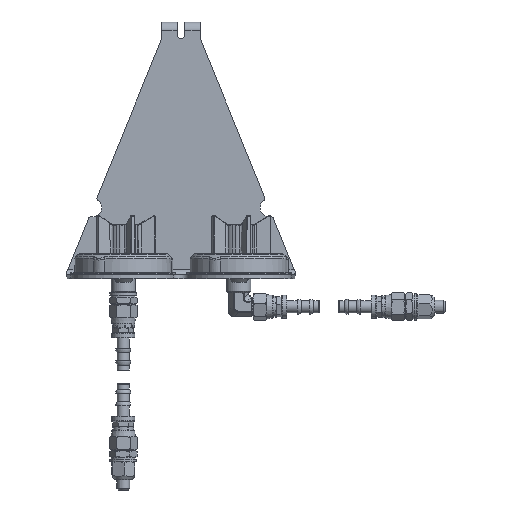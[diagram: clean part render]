
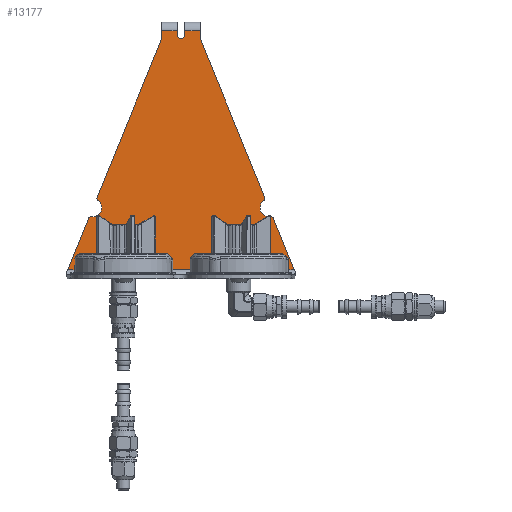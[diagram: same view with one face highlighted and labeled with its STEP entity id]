
A CAD part, front view. The second image highlights one B-rep face of the part: STEP entity #13177.
In plain terms, the highlighted planar face has unit normal (0, -1, 0).
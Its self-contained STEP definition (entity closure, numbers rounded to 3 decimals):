
#1267=PLANE('',#14390);
#1705=FACE_OUTER_BOUND('',#2600,.T.);
#2600=EDGE_LOOP('',(#8915,#8916,#8917,#8918,#8919,#8920,#8921,#8922,#8923,
#8924,#8925,#8926,#8927,#8928,#8929,#8930,#8931,#8932,#8933,#8934,#8935,
#8936,#8937,#8938,#8939,#8940));
#3541=LINE('',#20075,#4053);
#3546=LINE('',#20084,#4058);
#3547=LINE('',#20087,#4059);
#3548=LINE('',#20095,#4060);
#3549=LINE('',#20097,#4061);
#3550=LINE('',#20101,#4062);
#3551=LINE('',#20105,#4063);
#3552=LINE('',#20109,#4064);
#3553=LINE('',#20113,#4065);
#3554=LINE('',#20115,#4066);
#3555=LINE('',#20123,#4067);
#3556=LINE('',#20125,#4068);
#3557=LINE('',#20127,#4069);
#3558=LINE('',#20129,#4070);
#3559=LINE('',#20132,#4071);
#4053=VECTOR('',#16113,10.);
#4058=VECTOR('',#16122,10.);
#4059=VECTOR('',#16125,10.);
#4060=VECTOR('',#16132,10.);
#4061=VECTOR('',#16133,10.);
#4062=VECTOR('',#16136,10.);
#4063=VECTOR('',#16139,10.);
#4064=VECTOR('',#16142,10.);
#4065=VECTOR('',#16145,10.);
#4066=VECTOR('',#16146,10.);
#4067=VECTOR('',#16153,10.);
#4068=VECTOR('',#16154,10.);
#4069=VECTOR('',#16155,10.);
#4070=VECTOR('',#16156,10.);
#4071=VECTOR('',#16159,10.);
#4573=CIRCLE('',#14391,2.);
#4574=CIRCLE('',#14392,7.);
#4575=CIRCLE('',#14393,2.);
#4576=CIRCLE('',#14394,2.);
#4577=CIRCLE('',#14395,2.);
#4578=CIRCLE('',#14396,2.);
#4579=CIRCLE('',#14397,2.);
#4580=CIRCLE('',#14398,2.);
#4581=CIRCLE('',#14399,7.);
#4582=CIRCLE('',#14400,2.);
#4583=CIRCLE('',#14401,3.);
#5448=VERTEX_POINT('',#20057);
#5451=VERTEX_POINT('',#20065);
#5456=VERTEX_POINT('',#20082);
#5457=VERTEX_POINT('',#20086);
#5458=VERTEX_POINT('',#20088);
#5459=VERTEX_POINT('',#20090);
#5460=VERTEX_POINT('',#20092);
#5461=VERTEX_POINT('',#20094);
#5462=VERTEX_POINT('',#20096);
#5463=VERTEX_POINT('',#20098);
#5464=VERTEX_POINT('',#20100);
#5465=VERTEX_POINT('',#20102);
#5466=VERTEX_POINT('',#20104);
#5467=VERTEX_POINT('',#20106);
#5468=VERTEX_POINT('',#20108);
#5469=VERTEX_POINT('',#20110);
#5470=VERTEX_POINT('',#20112);
#5471=VERTEX_POINT('',#20114);
#5472=VERTEX_POINT('',#20116);
#5473=VERTEX_POINT('',#20118);
#5474=VERTEX_POINT('',#20120);
#5475=VERTEX_POINT('',#20122);
#5476=VERTEX_POINT('',#20124);
#5477=VERTEX_POINT('',#20126);
#5478=VERTEX_POINT('',#20128);
#5479=VERTEX_POINT('',#20130);
#6744=EDGE_CURVE('',#5451,#5448,#3541,.T.);
#6749=EDGE_CURVE('',#5456,#5448,#3546,.T.);
#6750=EDGE_CURVE('',#5457,#5456,#3547,.T.);
#6751=EDGE_CURVE('',#5457,#5458,#4573,.T.);
#6752=EDGE_CURVE('',#5458,#5459,#4574,.T.);
#6753=EDGE_CURVE('',#5459,#5460,#4575,.T.);
#6754=EDGE_CURVE('',#5461,#5460,#3548,.T.);
#6755=EDGE_CURVE('',#5461,#5462,#3549,.T.);
#6756=EDGE_CURVE('',#5462,#5463,#4576,.T.);
#6757=EDGE_CURVE('',#5463,#5464,#3550,.T.);
#6758=EDGE_CURVE('',#5464,#5465,#4577,.T.);
#6759=EDGE_CURVE('',#5465,#5466,#3551,.T.);
#6760=EDGE_CURVE('',#5466,#5467,#4578,.T.);
#6761=EDGE_CURVE('',#5467,#5468,#3552,.T.);
#6762=EDGE_CURVE('',#5468,#5469,#4579,.T.);
#6763=EDGE_CURVE('',#5469,#5470,#3553,.T.);
#6764=EDGE_CURVE('',#5471,#5470,#3554,.T.);
#6765=EDGE_CURVE('',#5471,#5472,#4580,.T.);
#6766=EDGE_CURVE('',#5472,#5473,#4581,.T.);
#6767=EDGE_CURVE('',#5473,#5474,#4582,.T.);
#6768=EDGE_CURVE('',#5475,#5474,#3555,.T.);
#6769=EDGE_CURVE('',#5476,#5475,#3556,.T.);
#6770=EDGE_CURVE('',#5476,#5477,#3557,.T.);
#6771=EDGE_CURVE('',#5478,#5477,#3558,.T.);
#6772=EDGE_CURVE('',#5479,#5478,#4583,.T.);
#6773=EDGE_CURVE('',#5451,#5479,#3559,.T.);
#8915=ORIENTED_EDGE('',*,*,#6744,.T.);
#8916=ORIENTED_EDGE('',*,*,#6749,.F.);
#8917=ORIENTED_EDGE('',*,*,#6750,.F.);
#8918=ORIENTED_EDGE('',*,*,#6751,.T.);
#8919=ORIENTED_EDGE('',*,*,#6752,.T.);
#8920=ORIENTED_EDGE('',*,*,#6753,.T.);
#8921=ORIENTED_EDGE('',*,*,#6754,.F.);
#8922=ORIENTED_EDGE('',*,*,#6755,.T.);
#8923=ORIENTED_EDGE('',*,*,#6756,.T.);
#8924=ORIENTED_EDGE('',*,*,#6757,.T.);
#8925=ORIENTED_EDGE('',*,*,#6758,.T.);
#8926=ORIENTED_EDGE('',*,*,#6759,.T.);
#8927=ORIENTED_EDGE('',*,*,#6760,.T.);
#8928=ORIENTED_EDGE('',*,*,#6761,.T.);
#8929=ORIENTED_EDGE('',*,*,#6762,.T.);
#8930=ORIENTED_EDGE('',*,*,#6763,.T.);
#8931=ORIENTED_EDGE('',*,*,#6764,.F.);
#8932=ORIENTED_EDGE('',*,*,#6765,.T.);
#8933=ORIENTED_EDGE('',*,*,#6766,.T.);
#8934=ORIENTED_EDGE('',*,*,#6767,.T.);
#8935=ORIENTED_EDGE('',*,*,#6768,.F.);
#8936=ORIENTED_EDGE('',*,*,#6769,.F.);
#8937=ORIENTED_EDGE('',*,*,#6770,.T.);
#8938=ORIENTED_EDGE('',*,*,#6771,.F.);
#8939=ORIENTED_EDGE('',*,*,#6772,.F.);
#8940=ORIENTED_EDGE('',*,*,#6773,.F.);
#13177=ADVANCED_FACE('',(#1705),#1267,.T.);
#14390=AXIS2_PLACEMENT_3D('',#20085,#16123,#16124);
#14391=AXIS2_PLACEMENT_3D('',#20089,#16126,#16127);
#14392=AXIS2_PLACEMENT_3D('',#20091,#16128,#16129);
#14393=AXIS2_PLACEMENT_3D('',#20093,#16130,#16131);
#14394=AXIS2_PLACEMENT_3D('',#20099,#16134,#16135);
#14395=AXIS2_PLACEMENT_3D('',#20103,#16137,#16138);
#14396=AXIS2_PLACEMENT_3D('',#20107,#16140,#16141);
#14397=AXIS2_PLACEMENT_3D('',#20111,#16143,#16144);
#14398=AXIS2_PLACEMENT_3D('',#20117,#16147,#16148);
#14399=AXIS2_PLACEMENT_3D('',#20119,#16149,#16150);
#14400=AXIS2_PLACEMENT_3D('',#20121,#16151,#16152);
#14401=AXIS2_PLACEMENT_3D('',#20131,#16157,#16158);
#16113=DIRECTION('',(-1.,0.,0.));
#16122=DIRECTION('',(0.,0.,1.));
#16123=DIRECTION('center_axis',(0.,-1.,0.));
#16124=DIRECTION('ref_axis',(1.,0.,0.));
#16125=DIRECTION('',(0.377,0.,0.926));
#16126=DIRECTION('center_axis',(0.,-1.,0.));
#16127=DIRECTION('ref_axis',(0.926,0.,-0.377));
#16128=DIRECTION('center_axis',(0.,1.,0.));
#16129=DIRECTION('ref_axis',(-0.161,0.,-0.987));
#16130=DIRECTION('center_axis',(0.,-1.,0.));
#16131=DIRECTION('ref_axis',(-0.161,0.,-0.987));
#16132=DIRECTION('',(0.377,0.,0.926));
#16133=DIRECTION('',(1.,0.,0.));
#16134=DIRECTION('center_axis',(0.,1.,0.));
#16135=DIRECTION('ref_axis',(0.,0.,
1.));
#16136=DIRECTION('',(1.,0.,0.));
#16137=DIRECTION('center_axis',(0.,1.,0.));
#16138=DIRECTION('ref_axis',(1.,0.,0.));
#16139=DIRECTION('',(1.,0.,0.));
#16140=DIRECTION('center_axis',(0.,1.,0.));
#16141=DIRECTION('ref_axis',(0.,0.,
1.));
#16142=DIRECTION('',(1.,0.,0.));
#16143=DIRECTION('center_axis',(0.,1.,0.));
#16144=DIRECTION('ref_axis',(1.,0.,0.));
#16145=DIRECTION('',(1.,0.,0.));
#16146=DIRECTION('',(0.377,0.,-0.926));
#16147=DIRECTION('center_axis',(0.,-1.,0.));
#16148=DIRECTION('ref_axis',(-0.926,0.,-0.377));
#16149=DIRECTION('center_axis',(0.,1.,0.));
#16150=DIRECTION('ref_axis',(-0.573,0.,0.819));
#16151=DIRECTION('center_axis',(0.,-1.,0.));
#16152=DIRECTION('ref_axis',(-0.573,0.,0.819));
#16153=DIRECTION('',(0.377,0.,-0.926));
#16154=DIRECTION('',(0.,0.,-1.));
#16155=DIRECTION('',(-1.,0.,0.));
#16156=DIRECTION('',(0.,0.,1.));
#16157=DIRECTION('center_axis',(0.,-1.,0.));
#16158=DIRECTION('ref_axis',(1.,0.,0.));
#16159=DIRECTION('',(0.,0.,-1.));
#20057=CARTESIAN_POINT('',(-15.,103.6,192.993));
#20065=CARTESIAN_POINT('',(-3.,103.6,192.993));
#20075=CARTESIAN_POINT('',(-1.5,103.6,192.993));
#20082=CARTESIAN_POINT('',(-15.,103.6,186.993));
#20084=CARTESIAN_POINT('',(-15.,103.6,246.643));
#20085=CARTESIAN_POINT('Origin',(0.,103.6,71.375));
#20086=CARTESIAN_POINT('',(-65.359,103.6,63.172));
#20087=CARTESIAN_POINT('',(-15.,103.6,186.993));
#20088=CARTESIAN_POINT('',(-64.653,103.6,60.779));
#20089=CARTESIAN_POINT('Origin',(-63.506,103.6,62.418));
#20090=CARTESIAN_POINT('',(-69.795,103.6,48.135));
#20091=CARTESIAN_POINT('Origin',(-68.665,103.6,55.043));
#20092=CARTESIAN_POINT('',(-71.971,103.6,46.915));
#20093=CARTESIAN_POINT('Origin',(-70.118,103.6,46.161));
#20094=CARTESIAN_POINT('',(-88.204,103.6,7.));
#20095=CARTESIAN_POINT('',(-15.,103.6,186.993));
#20096=CARTESIAN_POINT('',(-66.556,103.6,7.));
#20097=CARTESIAN_POINT('',(-33.278,103.6,7.));
#20098=CARTESIAN_POINT('',(-65.,103.6,7.743));
#20099=CARTESIAN_POINT('Origin',(-65.,103.6,5.743));
#20100=CARTESIAN_POINT('',(-25.,103.6,7.743));
#20101=CARTESIAN_POINT('',(-32.5,103.6,7.743));
#20102=CARTESIAN_POINT('',(-23.444,103.6,7.));
#20103=CARTESIAN_POINT('Origin',(-25.,103.6,5.743));
#20104=CARTESIAN_POINT('',(23.444,103.6,7.));
#20105=CARTESIAN_POINT('',(11.722,103.6,7.));
#20106=CARTESIAN_POINT('',(25.,103.6,7.743));
#20107=CARTESIAN_POINT('Origin',(25.,103.6,5.743));
#20108=CARTESIAN_POINT('',(65.,103.6,7.743));
#20109=CARTESIAN_POINT('',(12.5,103.6,7.743));
#20110=CARTESIAN_POINT('',(66.556,103.6,7.));
#20111=CARTESIAN_POINT('Origin',(65.,103.6,5.743));
#20112=CARTESIAN_POINT('',(88.204,103.6,7.));
#20113=CARTESIAN_POINT('',(44.102,103.6,7.));
#20114=CARTESIAN_POINT('',(71.971,103.6,46.915));
#20115=CARTESIAN_POINT('',(89.,103.6,5.043));
#20116=CARTESIAN_POINT('',(69.795,103.6,48.135));
#20117=CARTESIAN_POINT('Origin',(70.118,103.6,46.161));
#20118=CARTESIAN_POINT('',(64.653,103.6,60.779));
#20119=CARTESIAN_POINT('Origin',(68.665,103.6,55.043));
#20120=CARTESIAN_POINT('',(65.359,103.6,63.172));
#20121=CARTESIAN_POINT('Origin',(63.506,103.6,62.418));
#20122=CARTESIAN_POINT('',(15.,103.6,186.993));
#20123=CARTESIAN_POINT('',(89.,103.6,5.043));
#20124=CARTESIAN_POINT('',(15.,103.6,192.993));
#20125=CARTESIAN_POINT('',(15.,103.6,186.993));
#20126=CARTESIAN_POINT('',(3.,103.6,192.993));
#20127=CARTESIAN_POINT('',(7.5,103.6,192.993));
#20128=CARTESIAN_POINT('',(3.,103.6,189.993));
#20129=CARTESIAN_POINT('',(3.,103.6,246.643));
#20130=CARTESIAN_POINT('',(-3.,103.6,189.993));
#20131=CARTESIAN_POINT('Origin',(0.,103.6,189.993));
#20132=CARTESIAN_POINT('',(-3.,103.6,189.993));
